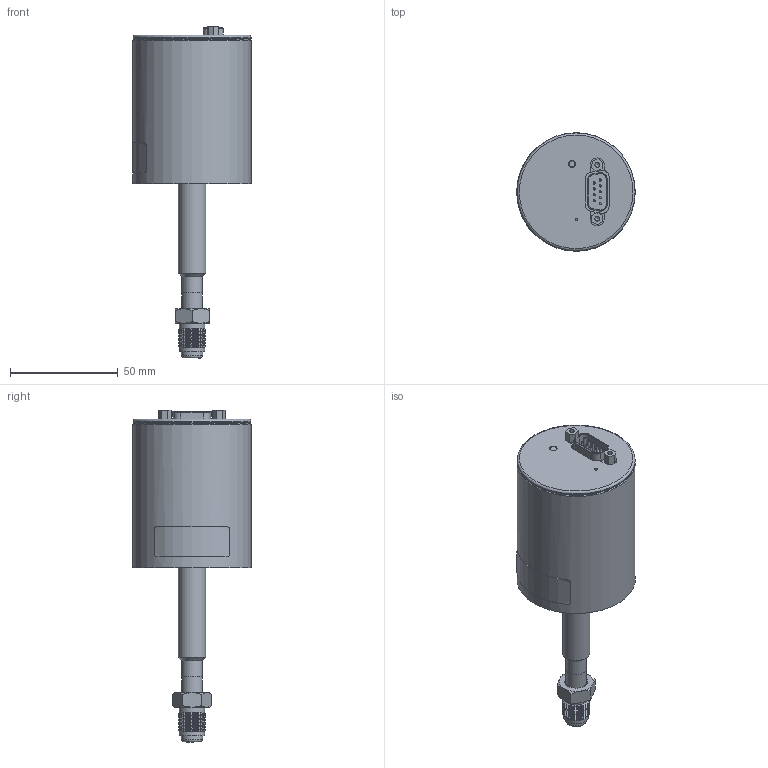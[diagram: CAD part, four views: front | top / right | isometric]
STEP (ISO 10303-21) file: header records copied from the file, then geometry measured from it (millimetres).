
FILE_DESCRIPTION(/* description */ (''),/* implementation_level */ '2;1');
FILE_NAME(/* name */ 'MCDG025D-X3 4-20mA_4VCRm.stp',/* time_stamp */ '2023-01-31T13:56:04+01:00',/* author */ ('cons002'),/* organization */ (''),/* preprocessor_version */ 'ST-DEVELOPER v18.1',/* originating_system */ 'Autodesk Inventor 2021',/* authorisation */ '');
FILE_SCHEMA (('AUTOMOTIVE_DESIGN { 1 0 10303 214 3 1 1 }'));
Length unit declared in the file: millimetre
Products named in the file (1): MCDG025D-X3 4-20mA_4VCRm2
Bounding box: 55.1 x 55 x 154.33 mm (x, y, z)
Volume: 168105.2 mm3; surface area: 25347 mm2
Topology: 2 solids, 9 shells, 259 faces, 540 edges, 332 vertices
Faces by surface type: cylinder 110, plane 90, cone 48, torus 10, bspline 1
Full cylindrical faces by diameter (mm): 1.02 x9, 1.3 x1, 2.156 x2, 2.8 x1, 2.845 x2, 2.9 x1, 3.2 x3, 3.4 x1, 6.35 x1, 7.874 x2, 7.9 x1, 9.5 x1, 9.525 x1, 9.6 x1, 9.906 x2, 10.2 x1, 11.7 x1, 11.783 x13, 12.7 x14, 12.8 x1, 50.85 x1, 54.2 x1, 54.8 x1, 55 x1
Entity records: 7325 total; most frequent: CARTESIAN_POINT 1292, DIRECTION 1267, ORIENTED_EDGE 1076, EDGE_CURVE 538, AXIS2_PLACEMENT_3D 509, VERTEX_POINT 332, EDGE_LOOP 300, STYLED_ITEM 261
